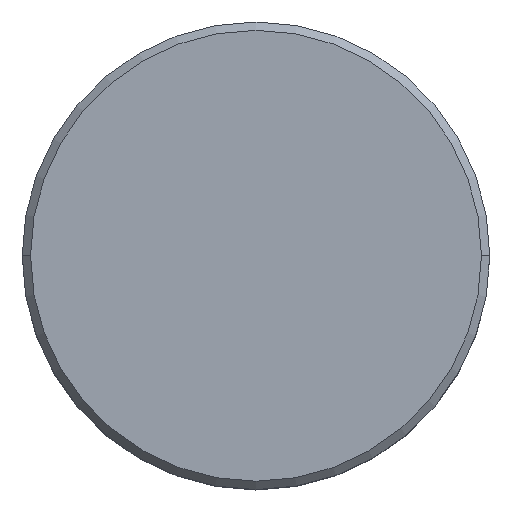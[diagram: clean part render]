
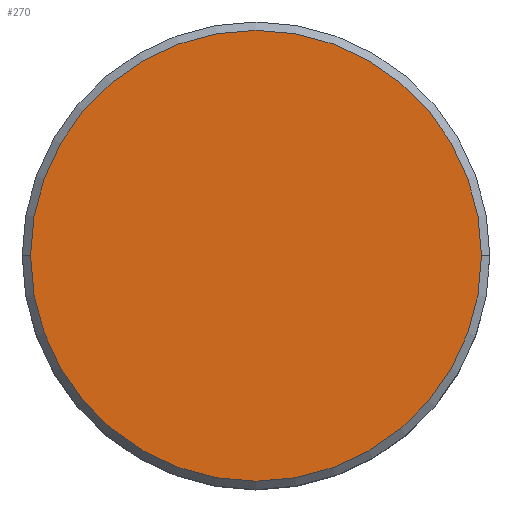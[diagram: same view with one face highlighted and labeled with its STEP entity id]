
A CAD part, top view. The second image highlights one B-rep face of the part: STEP entity #270.
In plain terms, the highlighted planar face has unit normal (0, 0, 1).
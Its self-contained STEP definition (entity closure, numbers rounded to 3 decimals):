
#1 = EDGE_LOOP ( 'NONE', ( #46, #188 ) ) ;
#14 = AXIS2_PLACEMENT_3D ( 'NONE', #20, #412, #23 ) ;
#20 = CARTESIAN_POINT ( 'NONE',  ( 0., 0., 0. ) ) ;
#23 = DIRECTION ( 'NONE',  ( 1., 0., 0. ) ) ;
#30 = CARTESIAN_POINT ( 'NONE',  ( 0., 0., 0. ) ) ;
#46 = ORIENTED_EDGE ( 'NONE', *, *, #447, .T. ) ;
#66 = DIRECTION ( 'NONE',  ( 0., 0., 1. ) ) ;
#126 = DIRECTION ( 'NONE',  ( 0., 0., 1. ) ) ;
#129 = CARTESIAN_POINT ( 'NONE',  ( -13.5, 0., 0. ) ) ;
#162 = CIRCLE ( 'NONE', #367, 13.5 ) ;
#188 = ORIENTED_EDGE ( 'NONE', *, *, #350, .T. ) ;
#248 = DIRECTION ( 'NONE',  ( 1., 0., 0. ) ) ;
#270 = ADVANCED_FACE ( 'NONE', ( #446 ), #416, .T. ) ;
#271 = CARTESIAN_POINT ( 'NONE',  ( 0., 0., 0. ) ) ;
#280 = CIRCLE ( 'NONE', #345, 13.5 ) ;
#345 = AXIS2_PLACEMENT_3D ( 'NONE', #30, #66, #248 ) ;
#350 = EDGE_CURVE ( 'NONE', #374, #391, #162, .T. ) ;
#367 = AXIS2_PLACEMENT_3D ( 'NONE', #271, #126, #403 ) ;
#374 = VERTEX_POINT ( 'NONE', #444 ) ;
#391 = VERTEX_POINT ( 'NONE', #129 ) ;
#403 = DIRECTION ( 'NONE',  ( 1., 0., 0. ) ) ;
#412 = DIRECTION ( 'NONE',  ( 0., 0., 1. ) ) ;
#416 = PLANE ( 'NONE',  #14 ) ;
#444 = CARTESIAN_POINT ( 'NONE',  ( 13.5, 0., 0. ) ) ;
#446 = FACE_OUTER_BOUND ( 'NONE', #1, .T. ) ;
#447 = EDGE_CURVE ( 'NONE', #391, #374, #280, .T. ) ;
